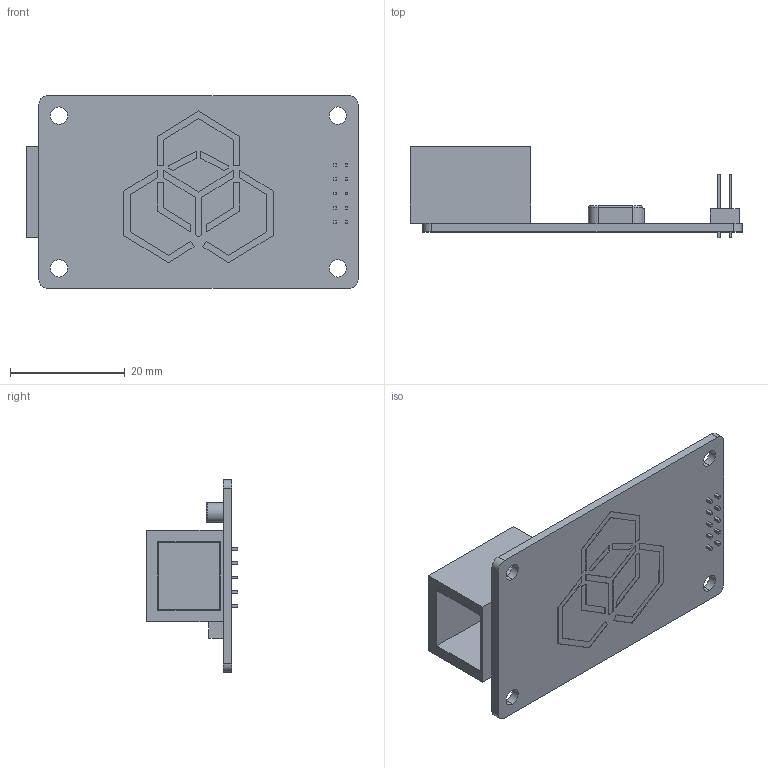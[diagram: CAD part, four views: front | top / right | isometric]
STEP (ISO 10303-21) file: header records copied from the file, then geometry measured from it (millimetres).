
FILE_DESCRIPTION (( 'STEP AP214' ), '1' );
FILE_NAME ('Ethernet 斁劌錪.STEP', '2015-11-28T20:02:50', ( '' ), ( '' ), 'SwSTEP 2.0', 'SolidWorks 2015', '' );
FILE_SCHEMA (( 'AUTOMOTIVE_DESIGN' ));
Length unit declared in the file: millimetre
Products named in the file (1): Ethernet 斁劌錪
Bounding box: 57.8 x 15.9 x 33.6 mm (x, y, z)
Volume: 5764.8 mm3; surface area: 8884.2 mm2
Topology: 16 solids, 16 shells, 191 faces, 446 edges, 296 vertices
Faces by surface type: plane 173, cylinder 16, torus 2
Entity records: 5991 total; most frequent: CARTESIAN_POINT 934, ORIENTED_EDGE 892, DIRECTION 864, EDGE_CURVE 446, VECTOR 412, LINE 412, VERTEX_POINT 296, AXIS2_PLACEMENT_3D 226
